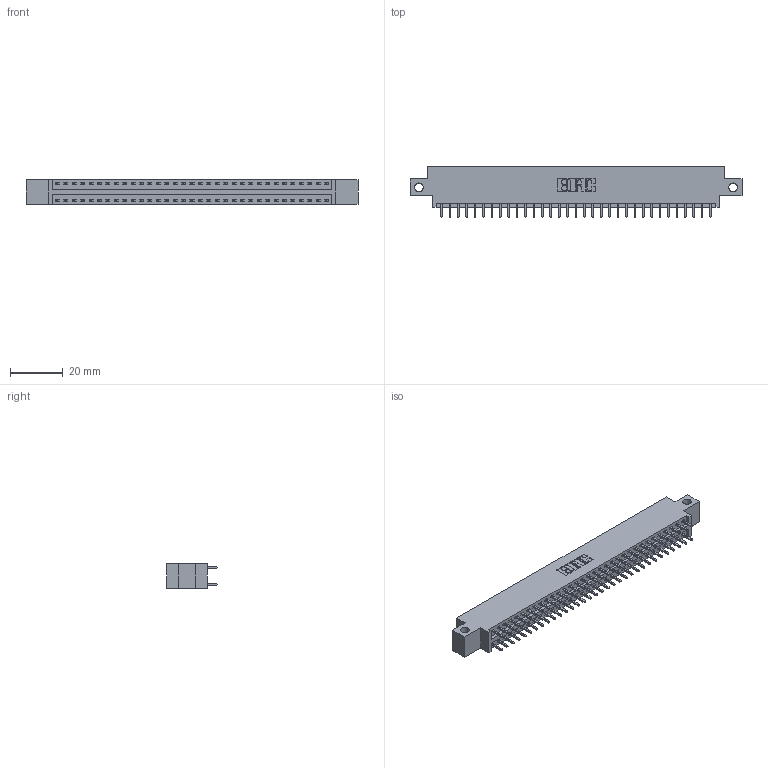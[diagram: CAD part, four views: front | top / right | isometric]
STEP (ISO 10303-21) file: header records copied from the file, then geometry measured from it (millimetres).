
FILE_DESCRIPTION (( 'STEP AP203' ), '1' );
FILE_NAME ('396-066-521-812.STEP', '2018-09-08T18:46:54', ( '' ), ( '' ), 'SwSTEP 2.0', 'SolidWorks 2016', '' );
FILE_SCHEMA (( 'CONFIG_CONTROL_DESIGN' ));
Length unit declared in the file: inch
Products named in the file (3): 345-292-001_345-293-121; 396-066-521-812; 346 Part_0.170 Offset - Side Mount
Assembly tree (67 placements, depth 2):
  396-066-521-812
    346 Part_0.170 Offset - Side Mount
    345-292-001_345-293-121  x66
Bounding box: 125.35 x 19.05 x 9.4 mm (x, y, z)
Volume: 566.9 mm3; surface area: 16004.1 mm2
Topology: 66 solids, 67 shells, 3554 faces, 10570 edges, 6958 vertices
Faces by surface type: plane 2386, cylinder 1168
Entity records: 22901 total; most frequent: CARTESIAN_POINT 3788, ORIENTED_EDGE 3722, DIRECTION 3389, EDGE_CURVE 1861, VECTOR 1597, LINE 1597, VERTEX_POINT 1238, AXIS2_PLACEMENT_3D 896
